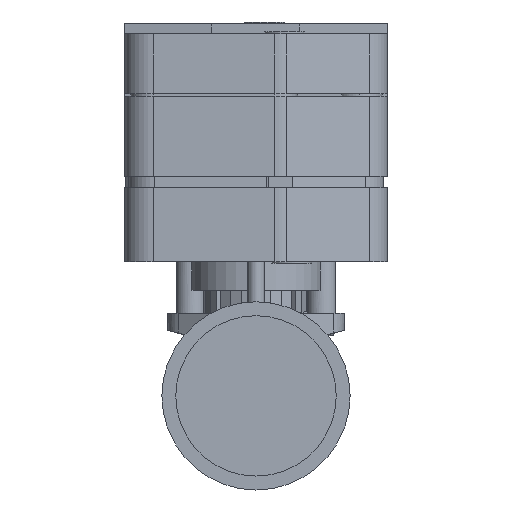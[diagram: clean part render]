
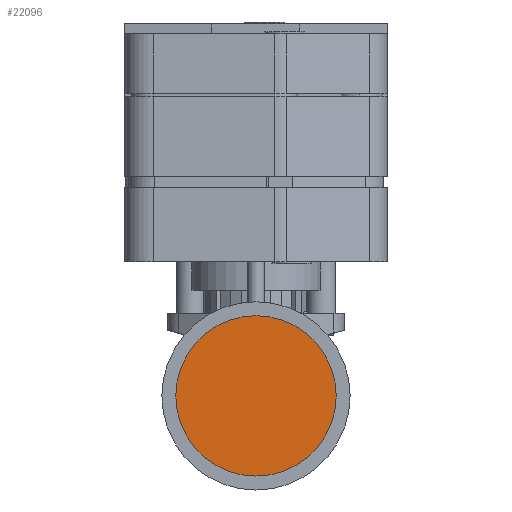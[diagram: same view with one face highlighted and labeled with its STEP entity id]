
A CAD part, left-side view. The second image highlights one B-rep face of the part: STEP entity #22096.
In plain terms, the highlighted planar face has unit normal (-1, 0, 0).
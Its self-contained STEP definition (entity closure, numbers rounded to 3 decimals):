
#6678=CARTESIAN_POINT('',(-71.6,0.,0.));
#6679=DIRECTION('',(-1.,0.,0.));
#6680=DIRECTION('',(0.,0.,-1.));
#6681=AXIS2_PLACEMENT_3D('',#6678,#6679,#6680);
#6683=CARTESIAN_POINT('',(-71.6,0.,0.));
#6684=DIRECTION('',(-1.,0.,0.));
#6685=DIRECTION('',(0.,0.,1.));
#6686=AXIS2_PLACEMENT_3D('',#6683,#6684,#6685);
#9481=CARTESIAN_POINT('',(-71.6,0.,-14.06));
#9482=CARTESIAN_POINT('',(-71.6,0.,14.06));
#9483=VERTEX_POINT('',#9481);
#9484=VERTEX_POINT('',#9482);
#22087=CARTESIAN_POINT('',(-71.6,0.,12.25));
#22088=DIRECTION('',(1.,0.,0.));
#22089=DIRECTION('',(0.,0.,1.));
#22090=AXIS2_PLACEMENT_3D('',#22087,#22088,#22089);
#22091=PLANE('',#22090);
#22092=ORIENTED_EDGE('',*,*,#22075,.F.);
#22093=ORIENTED_EDGE('',*,*,#22055,.F.);
#22094=EDGE_LOOP('',(#22092,#22093));
#22095=FACE_OUTER_BOUND('',#22094,.F.);
#6682=CIRCLE('',#6681,14.06);
#6687=CIRCLE('',#6686,14.06);
#22055=EDGE_CURVE('',#9484,#9483,#6687,.T.);
#22075=EDGE_CURVE('',#9483,#9484,#6682,.T.);
#22096=ADVANCED_FACE('',(#22095),#22091,.F.);
